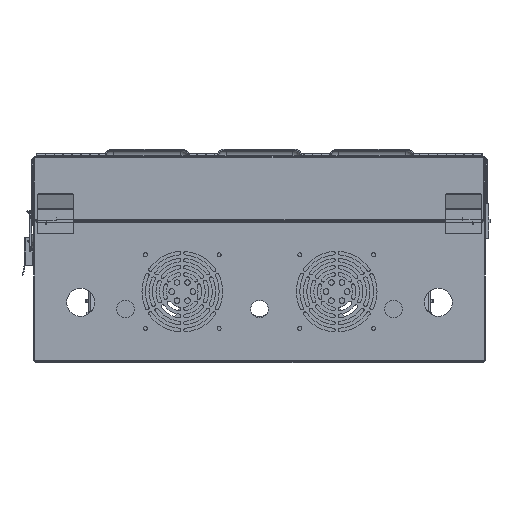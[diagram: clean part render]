
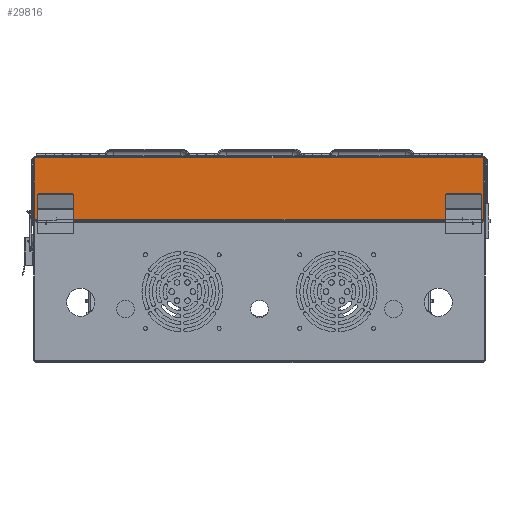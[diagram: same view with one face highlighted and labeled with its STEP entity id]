
A CAD part, front view. The second image highlights one B-rep face of the part: STEP entity #29816.
In plain terms, the highlighted face is planar.
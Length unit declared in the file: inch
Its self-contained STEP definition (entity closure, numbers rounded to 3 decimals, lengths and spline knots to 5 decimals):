
#620 = CARTESIAN_POINT ( 'NONE',  ( -12.59843, 3.44488, -5.50197 ) ) ;
#1032 = EDGE_CURVE ( 'NONE', #91095, #11037, #50877, .T. ) ;
#1600 = EDGE_CURVE ( 'NONE', #78125, #91095, #112413, .T. ) ;
#1765 = CARTESIAN_POINT ( 'NONE',  ( -11.40945, 0., -5.50197 ) ) ;
#3286 = CARTESIAN_POINT ( 'NONE',  ( -12.65748, 0.07874, -5.50197 ) ) ;
#3756 = LINE ( 'NONE', #84456, #92850 ) ;
#4261 = VECTOR ( 'NONE', #30195, 39.37008 ) ;
#6792 = ORIENTED_EDGE ( 'NONE', *, *, #68836, .F. ) ;
#8296 = DIRECTION ( 'NONE',  ( 0., -1., 0. ) ) ;
#8868 = CARTESIAN_POINT ( 'NONE',  ( 12.55906, 0., -5.50197 ) ) ;
#9145 = DIRECTION ( 'NONE',  ( 0., 1., 0. ) ) ;
#10206 = EDGE_CURVE ( 'NONE', #11037, #91167, #123270, .T. ) ;
#11037 = VERTEX_POINT ( 'NONE', #47095 ) ;
#11999 = CARTESIAN_POINT ( 'NONE',  ( -11.37008, 0., -5.50197 ) ) ;
#12114 = DIRECTION ( 'NONE',  ( -1., 0., 0. ) ) ;
#12298 = VECTOR ( 'NONE', #116709, 39.37008 ) ;
#16588 = CARTESIAN_POINT ( 'NONE',  ( -12.65748, 3.52362, -5.50197 ) ) ;
#18519 = CARTESIAN_POINT ( 'NONE',  ( 11.37008, 3.54331, -5.50197 ) ) ;
#18995 = EDGE_CURVE ( 'NONE', #53804, #26826, #3756, .T. ) ;
#22798 = DIRECTION ( 'NONE',  ( -1., 0., 0. ) ) ;
#23290 = VERTEX_POINT ( 'NONE', #103161 ) ;
#23355 = CARTESIAN_POINT ( 'NONE',  ( -12.59843, 3.56299, -5.50197 ) ) ;
#26798 = CARTESIAN_POINT ( 'NONE',  ( 71.32045, 0.07874, -5.50197 ) ) ;
#26826 = VERTEX_POINT ( 'NONE', #3286 ) ;
#28315 = CARTESIAN_POINT ( 'NONE',  ( -12.57874, 3.52362, -5.50197 ) ) ;
#28365 = VERTEX_POINT ( 'NONE', #18519 ) ;
#28903 = ORIENTED_EDGE ( 'NONE', *, *, #1600, .F. ) ;
#29816 = ADVANCED_FACE ( 'NONE', ( #94222 ), #92933, .T. ) ;
#30195 = DIRECTION ( 'NONE',  ( 1., 0., 0. ) ) ;
#31953 = CARTESIAN_POINT ( 'NONE',  ( -12.57874, 3.60236, -5.50197 ) ) ;
#32539 = VERTEX_POINT ( 'NONE', #16588 ) ;
#32841 = VERTEX_POINT ( 'NONE', #45844 ) ;
#33832 = DIRECTION ( 'NONE',  ( 0., -1., 0. ) ) ;
#34850 = DIRECTION ( 'NONE',  ( -1., 0., 0. ) ) ;
#35716 = AXIS2_PLACEMENT_3D ( 'NONE', #28315, #91057, #79233 ) ;
#38845 = CARTESIAN_POINT ( 'NONE',  ( 11.37008, 3.44488, -5.50197 ) ) ;
#39352 = LINE ( 'NONE', #8868, #41582 ) ;
#41582 = VECTOR ( 'NONE', #101458, 39.37008 ) ;
#43423 = EDGE_CURVE ( 'NONE', #101795, #32539, #88439, .T. ) ;
#45844 = CARTESIAN_POINT ( 'NONE',  ( 12.55906, 0.07874, -5.50197 ) ) ;
#47095 = CARTESIAN_POINT ( 'NONE',  ( -11.40945, 3.44488, -5.50197 ) ) ;
#50746 = AXIS2_PLACEMENT_3D ( 'NONE', #75724, #106027, #128370 ) ;
#50877 = LINE ( 'NONE', #620, #87106 ) ;
#51625 = CARTESIAN_POINT ( 'NONE',  ( -11.37008, 3.44488, -5.50197 ) ) ;
#53117 = DIRECTION ( 'NONE',  ( -1., 0., 0. ) ) ;
#53804 = VERTEX_POINT ( 'NONE', #114931 ) ;
#54099 = VECTOR ( 'NONE', #9145, 39.37008 ) ;
#54271 = EDGE_CURVE ( 'NONE', #23290, #58249, #118666, .T. ) ;
#55129 = EDGE_LOOP ( 'NONE', ( #117336, #80012, #78301, #61986, #112655, #28903, #127998, #60890, #66339, #107099, #6792, #122280, #106605, #91418 ) ) ;
#57187 = DIRECTION ( 'NONE',  ( 1., 0., 0. ) ) ;
#58249 = VERTEX_POINT ( 'NONE', #58711 ) ;
#58711 = CARTESIAN_POINT ( 'NONE',  ( 11.40945, 3.44488, -5.50197 ) ) ;
#60127 = CARTESIAN_POINT ( 'NONE',  ( -12.65748, 0.07874, -5.50197 ) ) ;
#60890 = ORIENTED_EDGE ( 'NONE', *, *, #123841, .F. ) ;
#61204 = VERTEX_POINT ( 'NONE', #38845 ) ;
#61986 = ORIENTED_EDGE ( 'NONE', *, *, #10206, .F. ) ;
#62375 = CARTESIAN_POINT ( 'NONE',  ( -12.59843, 3.60236, -5.50197 ) ) ;
#62471 = LINE ( 'NONE', #102801, #68346 ) ;
#65196 = CARTESIAN_POINT ( 'NONE',  ( 11.37008, 0., -5.50197 ) ) ;
#66339 = ORIENTED_EDGE ( 'NONE', *, *, #97296, .F. ) ;
#66766 = CARTESIAN_POINT ( 'NONE',  ( -12.59843, 3.54331, -5.50197 ) ) ;
#68346 = VECTOR ( 'NONE', #22798, 39.37008 ) ;
#68836 = EDGE_CURVE ( 'NONE', #121850, #23290, #114497, .T. ) ;
#71367 = LINE ( 'NONE', #60127, #54099 ) ;
#74576 = VECTOR ( 'NONE', #33832, 39.37008 ) ;
#75724 = CARTESIAN_POINT ( 'NONE',  ( -12.59843, 0., -5.50197 ) ) ;
#75828 = LINE ( 'NONE', #65196, #12298 ) ;
#78088 = VECTOR ( 'NONE', #53117, 39.37008 ) ;
#78125 = VERTEX_POINT ( 'NONE', #105228 ) ;
#78301 = ORIENTED_EDGE ( 'NONE', *, *, #117946, .F. ) ;
#79233 = DIRECTION ( 'NONE',  ( -1., 0., 0. ) ) ;
#80012 = ORIENTED_EDGE ( 'NONE', *, *, #43423, .F. ) ;
#82478 = DIRECTION ( 'NONE',  ( 0., 1., 0. ) ) ;
#83991 = CARTESIAN_POINT ( 'NONE',  ( -11.40945, 3.60236, -5.50197 ) ) ;
#84456 = CARTESIAN_POINT ( 'NONE',  ( -12.55906, 0.07874, -5.50197 ) ) ;
#85037 = CARTESIAN_POINT ( 'NONE',  ( 12.55906, 3.56299, -5.50197 ) ) ;
#87106 = VECTOR ( 'NONE', #121472, 39.37008 ) ;
#88439 = CIRCLE ( 'NONE', #35716, 0.07874 ) ;
#89038 = EDGE_CURVE ( 'NONE', #32841, #121850, #39352, .T. ) ;
#91057 = DIRECTION ( 'NONE',  ( 0., 0., 1. ) ) ;
#91095 = VERTEX_POINT ( 'NONE', #51625 ) ;
#91167 = VERTEX_POINT ( 'NONE', #83991 ) ;
#91418 = ORIENTED_EDGE ( 'NONE', *, *, #18995, .T. ) ;
#91497 = LINE ( 'NONE', #62375, #78088 ) ;
#91613 = CARTESIAN_POINT ( 'NONE',  ( 11.40945, 0., -5.50197 ) ) ;
#92850 = VECTOR ( 'NONE', #34850, 39.37008 ) ;
#92933 = PLANE ( 'NONE',  #50746 ) ;
#94222 = FACE_OUTER_BOUND ( 'NONE', #55129, .T. ) ;
#97296 = EDGE_CURVE ( 'NONE', #58249, #61204, #62471, .T. ) ;
#100222 = LINE ( 'NONE', #66766, #4261 ) ;
#101172 = EDGE_CURVE ( 'NONE', #26826, #32539, #71367, .T. ) ;
#101458 = DIRECTION ( 'NONE',  ( 0., 1., 0. ) ) ;
#101795 = VERTEX_POINT ( 'NONE', #31953 ) ;
#102457 = EDGE_CURVE ( 'NONE', #78125, #28365, #100222, .T. ) ;
#102801 = CARTESIAN_POINT ( 'NONE',  ( -12.59843, 3.44488, -5.50197 ) ) ;
#103161 = CARTESIAN_POINT ( 'NONE',  ( 11.40945, 3.56299, -5.50197 ) ) ;
#103718 = VECTOR ( 'NONE', #12114, 39.37008 ) ;
#105228 = CARTESIAN_POINT ( 'NONE',  ( -11.37008, 3.54331, -5.50197 ) ) ;
#106027 = DIRECTION ( 'NONE',  ( 0., 0., -1. ) ) ;
#106605 = ORIENTED_EDGE ( 'NONE', *, *, #112352, .F. ) ;
#107099 = ORIENTED_EDGE ( 'NONE', *, *, #54271, .F. ) ;
#107214 = VECTOR ( 'NONE', #8296, 39.37008 ) ;
#111147 = VECTOR ( 'NONE', #82478, 39.37008 ) ;
#112352 = EDGE_CURVE ( 'NONE', #53804, #32841, #117266, .T. ) ;
#112413 = LINE ( 'NONE', #11999, #74576 ) ;
#112655 = ORIENTED_EDGE ( 'NONE', *, *, #1032, .F. ) ;
#114497 = LINE ( 'NONE', #23355, #103718 ) ;
#114931 = CARTESIAN_POINT ( 'NONE',  ( -12.55906, 0.07874, -5.50197 ) ) ;
#116709 = DIRECTION ( 'NONE',  ( 0., 1., 0. ) ) ;
#117266 = LINE ( 'NONE', #26798, #120864 ) ;
#117336 = ORIENTED_EDGE ( 'NONE', *, *, #101172, .T. ) ;
#117946 = EDGE_CURVE ( 'NONE', #91167, #101795, #91497, .T. ) ;
#118666 = LINE ( 'NONE', #91613, #107214 ) ;
#120864 = VECTOR ( 'NONE', #57187, 39.37008 ) ;
#121472 = DIRECTION ( 'NONE',  ( -1., 0., 0. ) ) ;
#121850 = VERTEX_POINT ( 'NONE', #85037 ) ;
#122280 = ORIENTED_EDGE ( 'NONE', *, *, #89038, .F. ) ;
#123270 = LINE ( 'NONE', #1765, #111147 ) ;
#123841 = EDGE_CURVE ( 'NONE', #61204, #28365, #75828, .T. ) ;
#127998 = ORIENTED_EDGE ( 'NONE', *, *, #102457, .T. ) ;
#128370 = DIRECTION ( 'NONE',  ( -1., 0., 0. ) ) ;
